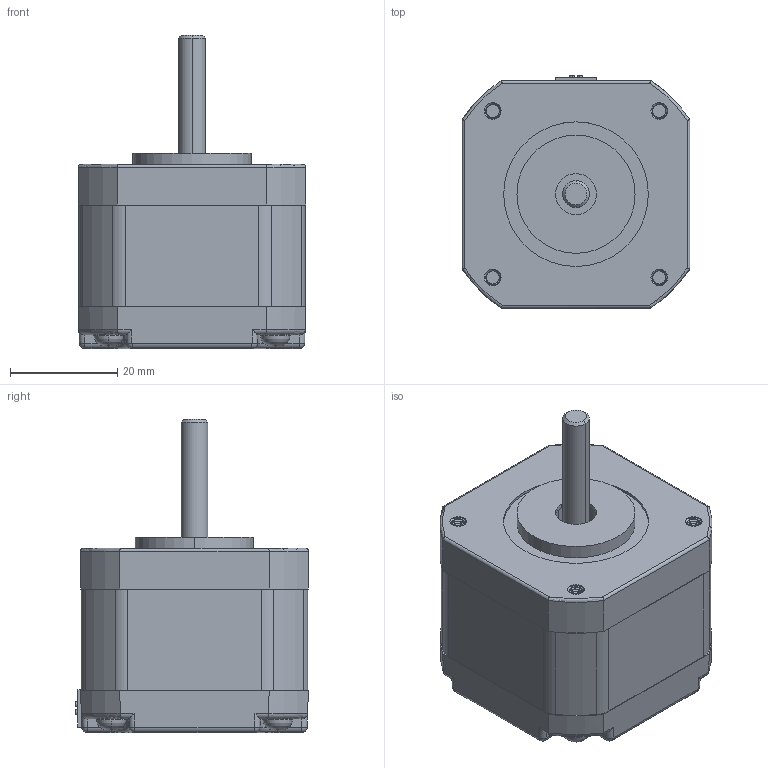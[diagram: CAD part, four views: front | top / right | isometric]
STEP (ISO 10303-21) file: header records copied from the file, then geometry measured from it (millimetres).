
FILE_DESCRIPTION(('FreeCAD Model'),'2;1');
FILE_NAME('Open CASCADE Shape Model','2022-12-09T18:45:18',('Author'),( ''),'Open CASCADE STEP processor 7.6','FreeCAD','Unknown');
FILE_SCHEMA(('AUTOMOTIVE_DESIGN { 1 0 10303 214 1 1 1 1 }'));
Length unit declared in the file: millimetre
Products named in the file (1): Cut
Bounding box: 42.42 x 43.34 x 58.29 mm (x, y, z)
Volume: 58155.6 mm3; surface area: 18708.4 mm2
Topology: 15 solids, 15 shells, 373 faces, 928 edges, 596 vertices
Faces by surface type: cylinder 154, plane 147, torus 24, cone 20, bspline 12, revolution 8, sphere 8
Entity records: 34950 total; most frequent: CARTESIAN_POINT 17170, DIRECTION 3036, ORIENTED_EDGE 1856, PCURVE 1856, DEFINITIONAL_REPRESENTATION 1856, LINE 1712, VECTOR 1712, EDGE_CURVE 928
